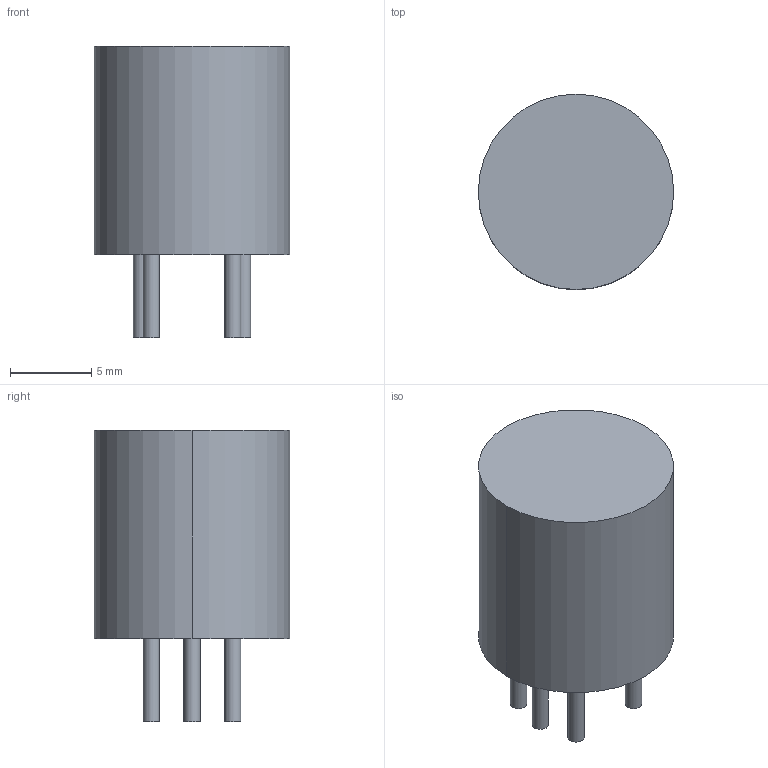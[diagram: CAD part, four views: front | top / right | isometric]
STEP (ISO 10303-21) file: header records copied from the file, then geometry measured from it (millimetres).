
FILE_DESCRIPTION(('FreeCAD Model'),'2;1');
FILE_NAME('13498651.1.6.stp','2021-03-28T17:17:13',( 'Author'),(''),'Open CASCADE STEP processor 6.9','FreeCAD','Unknown' );
FILE_SCHEMA(('AUTOMOTIVE_DESIGN { 1 0 10303 214 1 1 1 1 }'));
Length unit declared in the file: millimetre
Products named in the file (3): ASSEMBLY; Body; Leads
Assembly tree (2 placements, depth 2):
  ASSEMBLY
    Body
    Leads
Bounding box: 12 x 12 x 17.9 mm (x, y, z)
Volume: 1471.7 mm3; surface area: 814.3 mm2
Topology: 7 solids, 8 shells, 23 faces, 24 edges, 16 vertices
Faces by surface type: plane 15, cylinder 8
Full cylindrical faces by diameter (mm): 1 x6
Entity records: 887 total; most frequent: DIRECTION 146, CARTESIAN_POINT 120, ORIENTED_EDGE 54, PCURVE 52, DEFINITIONAL_REPRESENTATION 52, LINE 46, VECTOR 46, AXIS2_PLACEMENT_3D 42
